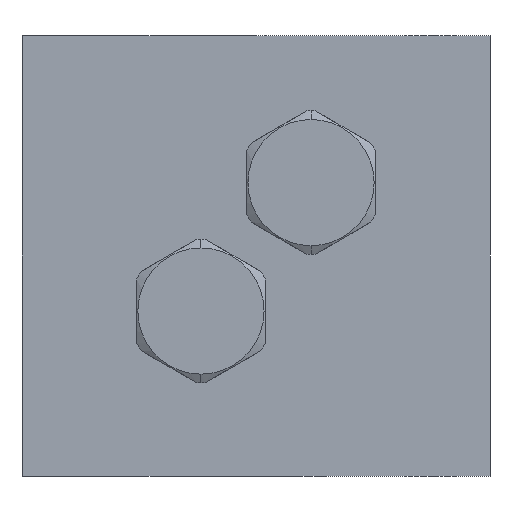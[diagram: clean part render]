
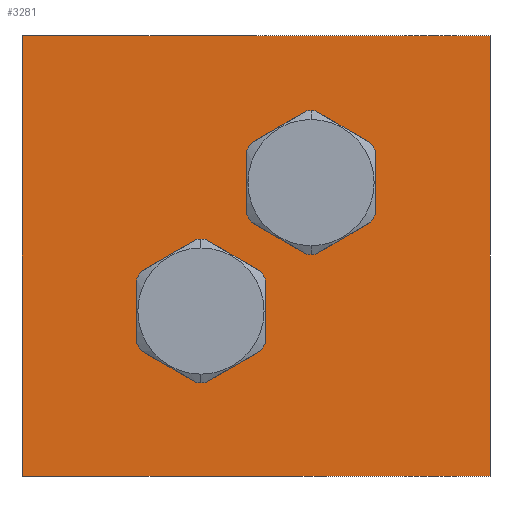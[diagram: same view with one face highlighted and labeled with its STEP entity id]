
A CAD part, left-side view. The second image highlights one B-rep face of the part: STEP entity #3281.
In plain terms, the highlighted planar face has unit normal (-1, 0, 0).
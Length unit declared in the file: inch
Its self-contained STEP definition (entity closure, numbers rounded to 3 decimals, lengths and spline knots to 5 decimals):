
#1=DIRECTION('',(0.,-1.,0.));
#2=VECTOR('',#1,3.188);
#3=CARTESIAN_POINT('',(0.,0.,0.));
#4=LINE('',#3,#2);
#47=DIRECTION('',(0.,0.,1.));
#48=VECTOR('',#47,3.);
#49=CARTESIAN_POINT('',(0.,0.,0.));
#50=LINE('',#49,#48);
#51=CARTESIAN_POINT('',(0.,-1.219,1.125));
#52=DIRECTION('',(1.,0.,0.));
#53=DIRECTION('',(0.,0.,-1.));
#54=AXIS2_PLACEMENT_3D('',#51,#52,#53);
#56=CARTESIAN_POINT('',(0.,-1.219,1.125));
#57=DIRECTION('',(1.,0.,0.));
#58=DIRECTION('',(0.,0.,1.));
#59=AXIS2_PLACEMENT_3D('',#56,#57,#58);
#61=CARTESIAN_POINT('',(0.,-1.969,2.));
#62=DIRECTION('',(1.,0.,0.));
#63=DIRECTION('',(0.,0.,-1.));
#64=AXIS2_PLACEMENT_3D('',#61,#62,#63);
#66=CARTESIAN_POINT('',(0.,-1.969,2.));
#67=DIRECTION('',(1.,0.,0.));
#68=DIRECTION('',(0.,0.,1.));
#69=AXIS2_PLACEMENT_3D('',#66,#67,#68);
#129=DIRECTION('',(0.,0.,1.));
#130=VECTOR('',#129,3.);
#131=CARTESIAN_POINT('',(0.,-3.188,0.));
#132=LINE('',#131,#130);
#153=DIRECTION('',(0.,-1.,0.));
#154=VECTOR('',#153,3.188);
#155=CARTESIAN_POINT('',(0.,0.,3.));
#156=LINE('',#155,#154);
#2780=CARTESIAN_POINT('',(0.,0.,0.));
#2781=CARTESIAN_POINT('',(0.,-3.188,0.));
#2782=VERTEX_POINT('',#2780);
#2783=VERTEX_POINT('',#2781);
#2788=CARTESIAN_POINT('',(0.,0.,3.));
#2789=CARTESIAN_POINT('',(0.,-3.188,3.));
#2790=VERTEX_POINT('',#2788);
#2791=VERTEX_POINT('',#2789);
#3008=CARTESIAN_POINT('',(0.,-1.219,1.5555));
#3009=VERTEX_POINT('',#3008);
#3014=CARTESIAN_POINT('',(0.,-1.219,0.6945));
#3015=VERTEX_POINT('',#3014);
#3064=CARTESIAN_POINT('',(0.,-1.969,2.4305));
#3065=VERTEX_POINT('',#3064);
#3070=CARTESIAN_POINT('',(0.,-1.969,1.5695));
#3071=VERTEX_POINT('',#3070);
#3255=CARTESIAN_POINT('',(0.,0.,0.));
#3256=DIRECTION('',(-1.,0.,0.));
#3257=DIRECTION('',(0.,-1.,0.));
#3258=AXIS2_PLACEMENT_3D('',#3255,#3256,#3257);
#3259=PLANE('',#3258);
#3260=ORIENTED_EDGE('',*,*,#3226,.F.);
#3262=ORIENTED_EDGE('',*,*,#3261,.T.);
#3264=ORIENTED_EDGE('',*,*,#3263,.T.);
#3266=ORIENTED_EDGE('',*,*,#3265,.F.);
#3267=EDGE_LOOP('',(#3260,#3262,#3264,#3266));
#3268=FACE_OUTER_BOUND('',#3267,.F.);
#3270=ORIENTED_EDGE('',*,*,#3269,.F.);
#3272=ORIENTED_EDGE('',*,*,#3271,.F.);
#3273=EDGE_LOOP('',(#3270,#3272));
#3274=FACE_BOUND('',#3273,.F.);
#3276=ORIENTED_EDGE('',*,*,#3275,.F.);
#3278=ORIENTED_EDGE('',*,*,#3277,.F.);
#3279=EDGE_LOOP('',(#3276,#3278));
#3280=FACE_BOUND('',#3279,.F.);
#3281=ADVANCED_FACE('',(#3268,#3274,#3280),#3259,.T.);
#55=CIRCLE('',#54,0.4305);
#60=CIRCLE('',#59,0.4305);
#65=CIRCLE('',#64,0.4305);
#70=CIRCLE('',#69,0.4305);
#3226=EDGE_CURVE('',#2782,#2783,#4,.T.);
#3261=EDGE_CURVE('',#2782,#2790,#50,.T.);
#3263=EDGE_CURVE('',#2790,#2791,#156,.T.);
#3265=EDGE_CURVE('',#2783,#2791,#132,.T.);
#3269=EDGE_CURVE('',#3015,#3009,#55,.T.);
#3271=EDGE_CURVE('',#3009,#3015,#60,.T.);
#3275=EDGE_CURVE('',#3071,#3065,#65,.T.);
#3277=EDGE_CURVE('',#3065,#3071,#70,.T.);
